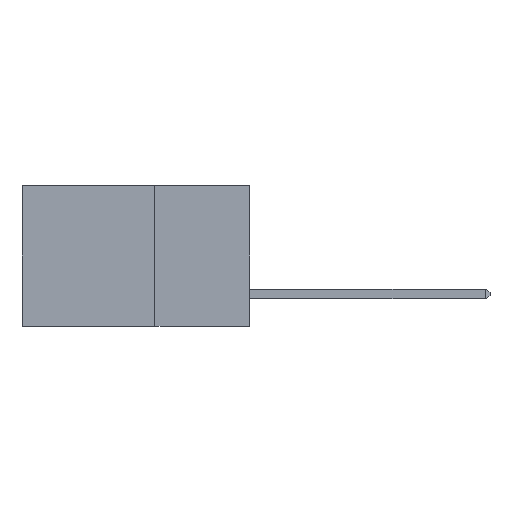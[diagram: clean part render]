
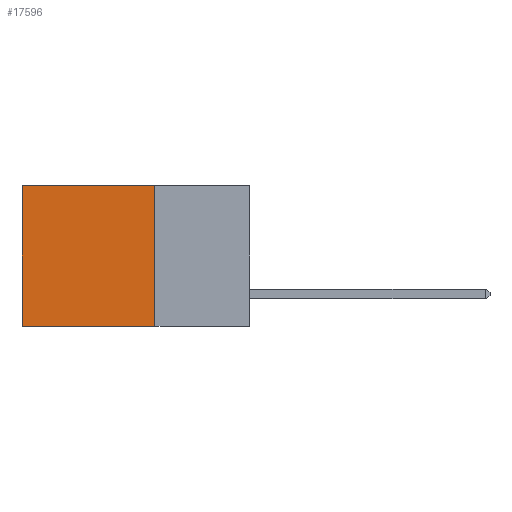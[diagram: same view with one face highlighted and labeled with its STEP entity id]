
A CAD part, left-side view. The second image highlights one B-rep face of the part: STEP entity #17596.
In plain terms, the highlighted planar face has unit normal (-1, 0, 0).
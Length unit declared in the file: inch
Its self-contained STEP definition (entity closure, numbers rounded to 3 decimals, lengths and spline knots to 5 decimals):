
#861 = CARTESIAN_POINT ( 'NONE',  ( 0.2875, 0.25, 0. ) ) ;
#957 = VERTEX_POINT ( 'NONE', #19942 ) ;
#1148 = VECTOR ( 'NONE', #7348, 39.37008 ) ;
#1512 = VECTOR ( 'NONE', #16960, 39.37008 ) ;
#2378 = CARTESIAN_POINT ( 'NONE',  ( 0.2875, 0.6, 0. ) ) ;
#2629 = CARTESIAN_POINT ( 'NONE',  ( 0.2875, 0.6, 0. ) ) ;
#5041 = DIRECTION ( 'NONE',  ( 1., 0., 0. ) ) ;
#6096 = VERTEX_POINT ( 'NONE', #27836 ) ;
#6279 = LINE ( 'NONE', #861, #1512 ) ;
#7247 = PLANE ( 'NONE',  #27888 ) ;
#7348 = DIRECTION ( 'NONE',  ( 0., 1., 0. ) ) ;
#9342 = EDGE_CURVE ( 'NONE', #10711, #6096, #14854, .T. ) ;
#10711 = VERTEX_POINT ( 'NONE', #2629 ) ;
#10810 = CARTESIAN_POINT ( 'NONE',  ( 0.2875, 0.25, 0. ) ) ;
#10935 = ORIENTED_EDGE ( 'NONE', *, *, #28018, .F. ) ;
#12100 = FACE_OUTER_BOUND ( 'NONE', #22548, .T. ) ;
#14090 = CARTESIAN_POINT ( 'NONE',  ( 0.2875, 0.25, -0.37 ) ) ;
#14557 = CARTESIAN_POINT ( 'NONE',  ( 0.2875, 0.25, 0. ) ) ;
#14854 = LINE ( 'NONE', #2378, #26980 ) ;
#16477 = VECTOR ( 'NONE', #26749, 39.37008 ) ;
#16960 = DIRECTION ( 'NONE',  ( 0., 0., -1. ) ) ;
#17596 = ADVANCED_FACE ( 'NONE', ( #12100 ), #7247, .F. ) ;
#18405 = DIRECTION ( 'NONE',  ( 0., 0., -1. ) ) ;
#18807 = VERTEX_POINT ( 'NONE', #14557 ) ;
#19942 = CARTESIAN_POINT ( 'NONE',  ( 0.2875, 0.25, -0.37 ) ) ;
#20612 = EDGE_CURVE ( 'NONE', #18807, #957, #6279, .T. ) ;
#20896 = CARTESIAN_POINT ( 'NONE',  ( 0.2875, 0.25, 0. ) ) ;
#20988 = DIRECTION ( 'NONE',  ( 0., 0., -1. ) ) ;
#22489 = ORIENTED_EDGE ( 'NONE', *, *, #9342, .T. ) ;
#22537 = LINE ( 'NONE', #10810, #16477 ) ;
#22548 = EDGE_LOOP ( 'NONE', ( #22489, #10935, #26294, #27633 ) ) ;
#24410 = EDGE_CURVE ( 'NONE', #18807, #10711, #22537, .T. ) ;
#24808 = LINE ( 'NONE', #14090, #1148 ) ;
#26294 = ORIENTED_EDGE ( 'NONE', *, *, #20612, .F. ) ;
#26749 = DIRECTION ( 'NONE',  ( 0., 1., 0. ) ) ;
#26980 = VECTOR ( 'NONE', #18405, 39.37008 ) ;
#27633 = ORIENTED_EDGE ( 'NONE', *, *, #24410, .T. ) ;
#27836 = CARTESIAN_POINT ( 'NONE',  ( 0.2875, 0.6, -0.37 ) ) ;
#27888 = AXIS2_PLACEMENT_3D ( 'NONE', #20896, #5041, #20988 ) ;
#28018 = EDGE_CURVE ( 'NONE', #957, #6096, #24808, .T. ) ;
